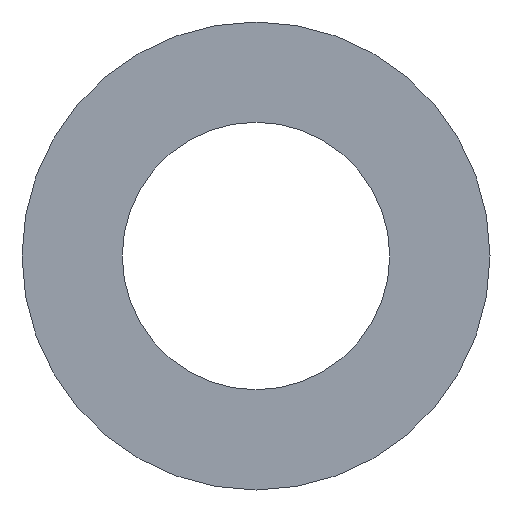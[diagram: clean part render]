
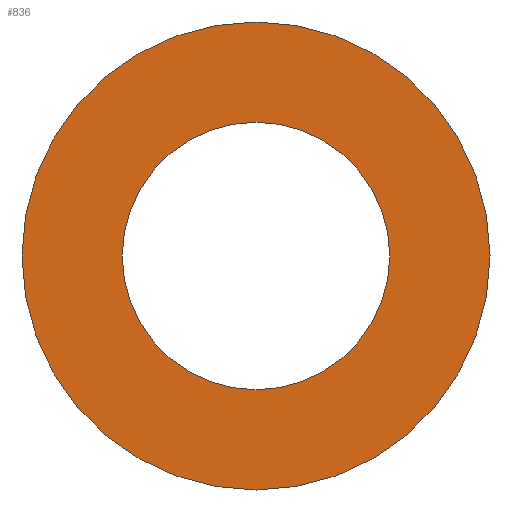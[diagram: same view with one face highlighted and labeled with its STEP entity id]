
A CAD part, left-side view. The second image highlights one B-rep face of the part: STEP entity #836.
In plain terms, the highlighted planar face has unit normal (-1, 0, 0).
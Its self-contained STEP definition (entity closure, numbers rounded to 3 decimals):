
#836 = ADVANCED_FACE( '', ( #860, #861 ), #862, .T. );
#860 = FACE_BOUND( '', #899, .T. );
#861 = FACE_OUTER_BOUND( '', #900, .T. );
#862 = PLANE( '', #901 );
#899 = EDGE_LOOP( '', ( #945 ) );
#900 = EDGE_LOOP( '', ( #946 ) );
#901 = AXIS2_PLACEMENT_3D( '', #947, #948, #949 );
#945 = ORIENTED_EDGE( '', *, *, #995, .T. );
#946 = ORIENTED_EDGE( '', *, *, #996, .F. );
#947 = CARTESIAN_POINT( '', ( -2., 17.5, 0. ) );
#948 = DIRECTION( '', ( -1., 0., 0. ) );
#949 = DIRECTION( '', ( 0., 0., 1. ) );
#995 = EDGE_CURVE( '', #1011, #1011, #1012, .T. );
#996 = EDGE_CURVE( '', #1013, #1013, #1014, .T. );
#1011 = VERTEX_POINT( '', #1035 );
#1012 = CIRCLE( '', #1036, 10. );
#1013 = VERTEX_POINT( '', #1037 );
#1014 = CIRCLE( '', #1038, 17.5 );
#1035 = CARTESIAN_POINT( '', ( -2., 0., -10. ) );
#1036 = AXIS2_PLACEMENT_3D( '', #1063, #1064, #1065 );
#1037 = CARTESIAN_POINT( '', ( -2., 0., -17.5 ) );
#1038 = AXIS2_PLACEMENT_3D( '', #1066, #1067, #1068 );
#1063 = CARTESIAN_POINT( '', ( -2., 0., 0. ) );
#1064 = DIRECTION( '', ( 1., 0., 0. ) );
#1065 = DIRECTION( '', ( 0., 0., -1. ) );
#1066 = CARTESIAN_POINT( '', ( -2., 0., 0. ) );
#1067 = DIRECTION( '', ( 1., 0., 0. ) );
#1068 = DIRECTION( '', ( 0., 0., -1. ) );
